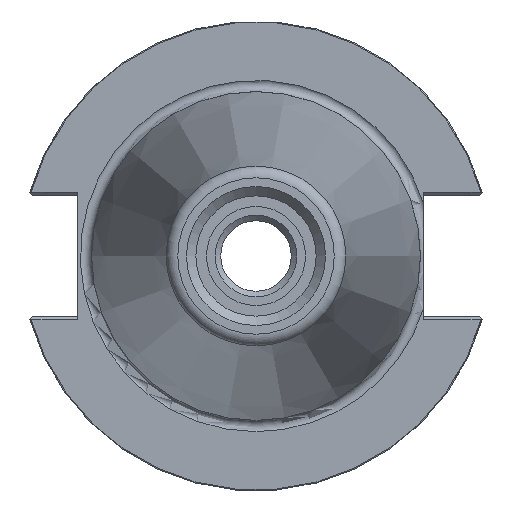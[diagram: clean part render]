
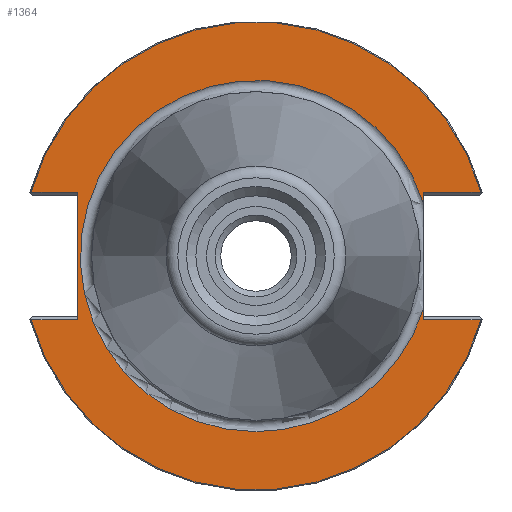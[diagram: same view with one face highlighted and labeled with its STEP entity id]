
A CAD part, left-side view. The second image highlights one B-rep face of the part: STEP entity #1364.
In plain terms, the highlighted planar face has unit normal (-1, 0, 0).
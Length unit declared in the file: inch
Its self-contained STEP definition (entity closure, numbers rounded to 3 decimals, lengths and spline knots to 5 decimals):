
#129=LINE('',#2002,#237);
#130=LINE('',#2024,#238);
#137=LINE('',#2076,#245);
#139=LINE('',#2080,#247);
#140=LINE('',#2082,#248);
#141=LINE('',#2084,#249);
#142=LINE('',#2087,#250);
#237=VECTOR('',#1650,0.0526);
#238=VECTOR('',#1651,0.0526);
#245=VECTOR('',#1670,0.30821);
#247=VECTOR('',#1674,0.24821);
#248=VECTOR('',#1675,0.67625);
#249=VECTOR('',#1676,0.24821);
#250=VECTOR('',#1679,0.30821);
#361=FACE_OUTER_BOUND('',#444,.T.);
#444=EDGE_LOOP('',(#974,#975,#976,#977,#978,#979,#980,#981,#982,#983,#984));
#526=CIRCLE('',#1482,1.245);
#528=CIRCLE('',#1488,1.245);
#529=CIRCLE('',#1489,0.93468);
#530=CIRCLE('',#1490,0.93468);
#581=VERTEX_POINT('',#1999);
#582=VERTEX_POINT('',#2001);
#583=VERTEX_POINT('',#2003);
#584=VERTEX_POINT('',#2023);
#588=VERTEX_POINT('',#2032);
#589=VERTEX_POINT('',#2041);
#596=VERTEX_POINT('',#2079);
#597=VERTEX_POINT('',#2081);
#598=VERTEX_POINT('',#2083);
#599=VERTEX_POINT('',#2085);
#600=VERTEX_POINT('',#2088);
#724=EDGE_CURVE('',#582,#581,#129,.T.);
#726=EDGE_CURVE('',#584,#583,#130,.T.);
#731=EDGE_CURVE('',#588,#589,#526,.T.);
#740=EDGE_CURVE('',#581,#589,#137,.T.);
#742=EDGE_CURVE('',#596,#588,#139,.T.);
#743=EDGE_CURVE('',#597,#596,#140,.T.);
#744=EDGE_CURVE('',#598,#597,#141,.T.);
#745=EDGE_CURVE('',#599,#598,#528,.T.);
#746=EDGE_CURVE('',#599,#584,#142,.T.);
#747=EDGE_CURVE('',#583,#600,#529,.T.);
#748=EDGE_CURVE('',#600,#582,#530,.T.);
#974=ORIENTED_EDGE('',*,*,#731,.F.);
#975=ORIENTED_EDGE('',*,*,#742,.F.);
#976=ORIENTED_EDGE('',*,*,#743,.F.);
#977=ORIENTED_EDGE('',*,*,#744,.F.);
#978=ORIENTED_EDGE('',*,*,#745,.F.);
#979=ORIENTED_EDGE('',*,*,#746,.T.);
#980=ORIENTED_EDGE('',*,*,#726,.T.);
#981=ORIENTED_EDGE('',*,*,#747,.T.);
#982=ORIENTED_EDGE('',*,*,#748,.T.);
#983=ORIENTED_EDGE('',*,*,#724,.T.);
#984=ORIENTED_EDGE('',*,*,#740,.T.);
#1323=PLANE('',#1487);
#1364=ADVANCED_FACE('',(#361),#1323,.T.);
#1482=AXIS2_PLACEMENT_3D('',#2042,#1657,#1658);
#1487=AXIS2_PLACEMENT_3D('',#2078,#1672,#1673);
#1488=AXIS2_PLACEMENT_3D('',#2086,#1677,#1678);
#1489=AXIS2_PLACEMENT_3D('',#2089,#1680,#1681);
#1490=AXIS2_PLACEMENT_3D('',#2090,#1682,#1683);
#1650=DIRECTION('',(0.,0.,1.));
#1651=DIRECTION('',(0.,0.,1.));
#1657=DIRECTION('center_axis',(1.,0.,0.));
#1658=DIRECTION('ref_axis',(0.,0.,
1.));
#1670=DIRECTION('',(0.,-1.,0.));
#1672=DIRECTION('center_axis',(-1.,0.,0.));
#1673=DIRECTION('ref_axis',(0.,0.,1.));
#1674=DIRECTION('',(0.,1.,0.));
#1675=DIRECTION('',(0.,0.,1.));
#1676=DIRECTION('',(0.,-1.,0.));
#1677=DIRECTION('center_axis',(1.,0.,0.));
#1678=DIRECTION('ref_axis',(0.,0.,
-1.));
#1679=DIRECTION('',(0.,1.,0.));
#1680=DIRECTION('center_axis',(1.,0.,0.));
#1681=DIRECTION('ref_axis',(0.,0.,1.));
#1682=DIRECTION('center_axis',(1.,0.,0.));
#1683=DIRECTION('ref_axis',(0.,0.,1.));
#1999=CARTESIAN_POINT('',(-1.17746,-0.89001,0.33812));
#2001=CARTESIAN_POINT('',(-1.17746,-0.89001,0.28553));
#2002=CARTESIAN_POINT('',(-1.17746,-0.89001,0.));
#2003=CARTESIAN_POINT('',(-1.17746,-0.89001,-0.28553));
#2023=CARTESIAN_POINT('',(-1.17746,-0.89001,-0.33813));
#2024=CARTESIAN_POINT('',(-1.17746,-0.89001,0.));
#2032=CARTESIAN_POINT('',(-1.17746,1.19819,0.33812));
#2041=CARTESIAN_POINT('',(-1.17746,-1.19822,0.33812));
#2042=CARTESIAN_POINT('Origin',(-1.17746,-0.00001,
0.));
#2076=CARTESIAN_POINT('',(-1.17746,-0.90251,0.33812));
#2078=CARTESIAN_POINT('Origin',(-1.17746,-0.87501,0.));
#2079=CARTESIAN_POINT('',(-1.17746,0.94999,0.33812));
#2080=CARTESIAN_POINT('',(-1.17746,0.02749,0.33812));
#2081=CARTESIAN_POINT('',(-1.17746,0.94999,-0.33813));
#2082=CARTESIAN_POINT('',(-1.17746,0.94999,-0.33813));
#2083=CARTESIAN_POINT('',(-1.17746,1.19819,-0.33813));
#2084=CARTESIAN_POINT('',(-1.17746,0.27749,-0.33813));
#2085=CARTESIAN_POINT('',(-1.17746,-1.19822,-0.33813));
#2086=CARTESIAN_POINT('Origin',(-1.17746,-0.00001,
0.));
#2087=CARTESIAN_POINT('',(-1.17746,-0.90251,-0.33813));
#2088=CARTESIAN_POINT('',(-1.17746,-0.00001,-0.93468));
#2089=CARTESIAN_POINT('Origin',(-1.17746,-0.00001,
0.));
#2090=CARTESIAN_POINT('Origin',(-1.17746,-0.00001,
0.));
